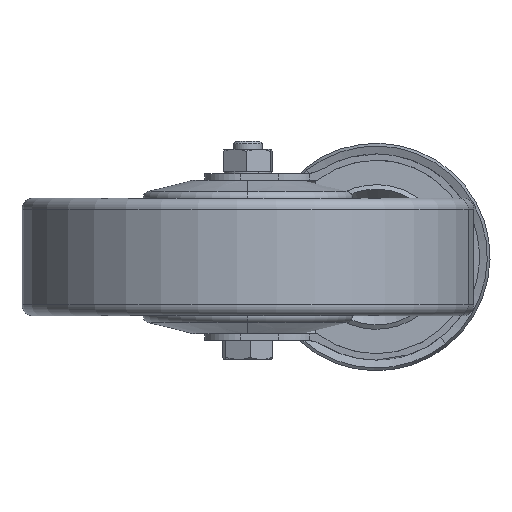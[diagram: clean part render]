
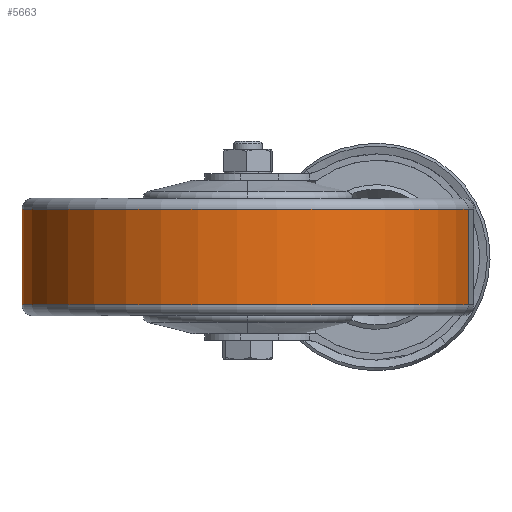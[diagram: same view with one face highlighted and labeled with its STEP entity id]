
A CAD part, front view. The second image highlights one B-rep face of the part: STEP entity #5663.
In plain terms, the highlighted cylindrical face has radius 62.5 mm (diameter 125 mm), a partial arc.
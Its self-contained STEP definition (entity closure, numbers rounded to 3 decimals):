
#10 = CARTESIAN_POINT ( 'NONE',  ( -62.5, 0., -13.25 ) ) ;
#171 = CARTESIAN_POINT ( 'NONE',  ( 62.5, 0., 16.25 ) ) ;
#243 = CARTESIAN_POINT ( 'NONE',  ( 0., 0., 13.25 ) ) ;
#351 = AXIS2_PLACEMENT_3D ( 'NONE', #2247, #5477, #1173 ) ;
#431 = CARTESIAN_POINT ( 'NONE',  ( 0., 0., -13.25 ) ) ;
#523 = VECTOR ( 'NONE', #828, 1000. ) ;
#581 = ORIENTED_EDGE ( 'NONE', *, *, #1496, .T. ) ;
#828 = DIRECTION ( 'NONE',  ( 0., 0., -1. ) ) ;
#890 = DIRECTION ( 'NONE',  ( 0., 0., -1. ) ) ;
#896 = DIRECTION ( 'NONE',  ( 1., 0., 0. ) ) ;
#1105 = LINE ( 'NONE', #171, #523 ) ;
#1125 = VERTEX_POINT ( 'NONE', #8066 ) ;
#1173 = DIRECTION ( 'NONE',  ( -1., 0., 0. ) ) ;
#1496 = EDGE_CURVE ( 'NONE', #2120, #1125, #1706, .T. ) ;
#1706 = CIRCLE ( 'NONE', #5107, 62.5 ) ;
#2120 = VERTEX_POINT ( 'NONE', #4704 ) ;
#2158 = CARTESIAN_POINT ( 'NONE',  ( 62.5, 0., -13.25 ) ) ;
#2247 = CARTESIAN_POINT ( 'NONE',  ( 0., 0., 16.25 ) ) ;
#2330 = ORIENTED_EDGE ( 'NONE', *, *, #3267, .T. ) ;
#3181 = EDGE_CURVE ( 'NONE', #6612, #7685, #5181, .T. ) ;
#3267 = EDGE_CURVE ( 'NONE', #1125, #6612, #4580, .T. ) ;
#3818 = CYLINDRICAL_SURFACE ( 'NONE', #351, 62.5 ) ;
#4065 = DIRECTION ( 'NONE',  ( 0., 0., -1. ) ) ;
#4426 = FACE_OUTER_BOUND ( 'NONE', #7001, .T. ) ;
#4580 = LINE ( 'NONE', #4871, #6463 ) ;
#4704 = CARTESIAN_POINT ( 'NONE',  ( 62.5, 0., 13.25 ) ) ;
#4871 = CARTESIAN_POINT ( 'NONE',  ( -62.5, 0., 16.25 ) ) ;
#5107 = AXIS2_PLACEMENT_3D ( 'NONE', #243, #890, #5339 ) ;
#5181 = CIRCLE ( 'NONE', #7071, 62.5 ) ;
#5339 = DIRECTION ( 'NONE',  ( 1., 0., 0. ) ) ;
#5477 = DIRECTION ( 'NONE',  ( 0., 0., -1. ) ) ;
#5663 = ADVANCED_FACE ( 'NONE', ( #4426 ), #3818, .T. ) ;
#6463 = VECTOR ( 'NONE', #4065, 1000. ) ;
#6590 = DIRECTION ( 'NONE',  ( 0., 0., 1. ) ) ;
#6612 = VERTEX_POINT ( 'NONE', #10 ) ;
#6822 = EDGE_CURVE ( 'NONE', #2120, #7685, #1105, .T. ) ;
#7001 = EDGE_LOOP ( 'NONE', ( #7121, #581, #2330, #8181 ) ) ;
#7071 = AXIS2_PLACEMENT_3D ( 'NONE', #431, #6590, #896 ) ;
#7121 = ORIENTED_EDGE ( 'NONE', *, *, #6822, .F. ) ;
#7685 = VERTEX_POINT ( 'NONE', #2158 ) ;
#8066 = CARTESIAN_POINT ( 'NONE',  ( -62.5, 0., 13.25 ) ) ;
#8181 = ORIENTED_EDGE ( 'NONE', *, *, #3181, .T. ) ;
